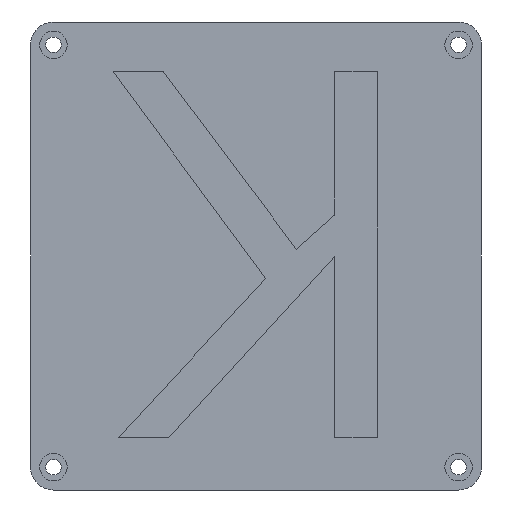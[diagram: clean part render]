
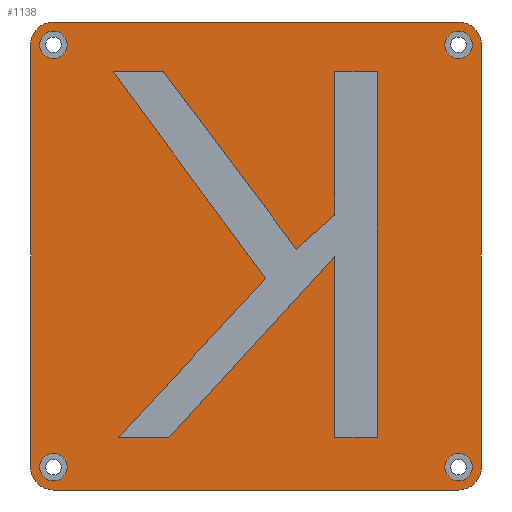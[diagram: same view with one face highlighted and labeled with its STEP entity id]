
A CAD part, front view. The second image highlights one B-rep face of the part: STEP entity #1138.
In plain terms, the highlighted planar face has unit normal (0, -1, 0).
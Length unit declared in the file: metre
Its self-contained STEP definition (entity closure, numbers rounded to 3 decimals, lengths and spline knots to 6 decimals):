
#16=LINE('',#1679,#134);
#20=LINE('',#1688,#138);
#24=LINE('',#1697,#142);
#27=LINE('',#1703,#145);
#30=LINE('',#1709,#148);
#33=LINE('',#1715,#151);
#35=LINE('',#1718,#153);
#38=LINE('',#1724,#156);
#40=LINE('',#1727,#158);
#43=LINE('',#1733,#161);
#46=LINE('',#1739,#164);
#48=LINE('',#1742,#166);
#102=LINE('',#1850,#220);
#104=LINE('',#1854,#222);
#108=LINE('',#1863,#226);
#112=LINE('',#1872,#230);
#134=VECTOR('',#1360,1.);
#138=VECTOR('',#1366,1.);
#142=VECTOR('',#1372,1.);
#145=VECTOR('',#1377,1.);
#148=VECTOR('',#1382,1.);
#151=VECTOR('',#1387,1.);
#153=VECTOR('',#1391,1.);
#156=VECTOR('',#1396,1.);
#158=VECTOR('',#1400,1.);
#161=VECTOR('',#1405,1.);
#164=VECTOR('',#1410,1.);
#166=VECTOR('',#1414,1.);
#220=VECTOR('',#1494,1.);
#222=VECTOR('',#1498,1.);
#226=VECTOR('',#1504,1.);
#230=VECTOR('',#1510,1.);
#291=PLANE('',#1289);
#484=ORIENTED_EDGE('',*,*,#701,.F.);
#485=ORIENTED_EDGE('',*,*,#735,.T.);
#486=ORIENTED_EDGE('',*,*,#711,.F.);
#487=ORIENTED_EDGE('',*,*,#736,.T.);
#488=ORIENTED_EDGE('',*,*,#707,.T.);
#489=ORIENTED_EDGE('',*,*,#737,.T.);
#490=ORIENTED_EDGE('',*,*,#703,.F.);
#491=ORIENTED_EDGE('',*,*,#738,.T.);
#492=ORIENTED_EDGE('',*,*,#728,.F.);
#493=ORIENTED_EDGE('',*,*,#726,.T.);
#494=ORIENTED_EDGE('',*,*,#724,.F.);
#495=ORIENTED_EDGE('',*,*,#730,.T.);
#496=ORIENTED_EDGE('',*,*,#615,.T.);
#497=ORIENTED_EDGE('',*,*,#647,.T.);
#498=ORIENTED_EDGE('',*,*,#645,.T.);
#499=ORIENTED_EDGE('',*,*,#642,.T.);
#500=ORIENTED_EDGE('',*,*,#629,.T.);
#501=ORIENTED_EDGE('',*,*,#626,.T.);
#502=ORIENTED_EDGE('',*,*,#623,.T.);
#503=ORIENTED_EDGE('',*,*,#639,.T.);
#504=ORIENTED_EDGE('',*,*,#637,.T.);
#505=ORIENTED_EDGE('',*,*,#619,.T.);
#506=ORIENTED_EDGE('',*,*,#634,.T.);
#507=ORIENTED_EDGE('',*,*,#632,.T.);
#615=EDGE_CURVE('',#763,#765,#16,.T.);
#619=EDGE_CURVE('',#767,#769,#20,.T.);
#623=EDGE_CURVE('',#771,#773,#24,.T.);
#626=EDGE_CURVE('',#775,#771,#27,.T.);
#629=EDGE_CURVE('',#777,#775,#30,.T.);
#632=EDGE_CURVE('',#779,#763,#33,.T.);
#634=EDGE_CURVE('',#769,#779,#35,.T.);
#637=EDGE_CURVE('',#781,#767,#38,.T.);
#639=EDGE_CURVE('',#773,#781,#40,.T.);
#642=EDGE_CURVE('',#783,#777,#43,.T.);
#645=EDGE_CURVE('',#785,#783,#46,.T.);
#647=EDGE_CURVE('',#765,#785,#48,.T.);
#701=EDGE_CURVE('',#826,#827,#102,.T.);
#703=EDGE_CURVE('',#828,#829,#104,.T.);
#707=EDGE_CURVE('',#832,#833,#108,.T.);
#711=EDGE_CURVE('',#836,#837,#112,.T.);
#724=EDGE_CURVE('',#845,#845,#869,.T.);
#726=EDGE_CURVE('',#847,#847,#871,.T.);
#728=EDGE_CURVE('',#849,#849,#873,.T.);
#730=EDGE_CURVE('',#851,#851,#875,.T.);
#735=EDGE_CURVE('',#826,#837,#880,.F.);
#736=EDGE_CURVE('',#836,#832,#881,.F.);
#737=EDGE_CURVE('',#833,#829,#882,.F.);
#738=EDGE_CURVE('',#828,#827,#883,.F.);
#763=VERTEX_POINT('',#1674);
#765=VERTEX_POINT('',#1678);
#767=VERTEX_POINT('',#1683);
#769=VERTEX_POINT('',#1687);
#771=VERTEX_POINT('',#1692);
#773=VERTEX_POINT('',#1696);
#775=VERTEX_POINT('',#1701);
#777=VERTEX_POINT('',#1707);
#779=VERTEX_POINT('',#1713);
#781=VERTEX_POINT('',#1722);
#783=VERTEX_POINT('',#1731);
#785=VERTEX_POINT('',#1737);
#826=VERTEX_POINT('',#1849);
#827=VERTEX_POINT('',#1851);
#828=VERTEX_POINT('',#1855);
#829=VERTEX_POINT('',#1856);
#832=VERTEX_POINT('',#1864);
#833=VERTEX_POINT('',#1865);
#836=VERTEX_POINT('',#1873);
#837=VERTEX_POINT('',#1874);
#845=VERTEX_POINT('',#1897);
#847=VERTEX_POINT('',#1902);
#849=VERTEX_POINT('',#1907);
#851=VERTEX_POINT('',#1912);
#869=CIRCLE('',#1274,0.003);
#871=CIRCLE('',#1277,0.003);
#873=CIRCLE('',#1280,0.003);
#875=CIRCLE('',#1283,0.003);
#880=CIRCLE('',#1290,0.005);
#881=CIRCLE('',#1291,0.005);
#882=CIRCLE('',#1292,0.005);
#883=CIRCLE('',#1293,0.005);
#946=EDGE_LOOP('',(#484,#485,#486,#487,#488,#489,#490,#491));
#947=EDGE_LOOP('',(#492));
#948=EDGE_LOOP('',(#493));
#949=EDGE_LOOP('',(#494));
#950=EDGE_LOOP('',(#495));
#951=EDGE_LOOP('',(#496,#497,#498,#499,#500,#501,#502,#503,#504,#505,#506,
#507));
#1040=FACE_BOUND('',#946,.T.);
#1041=FACE_BOUND('',#947,.T.);
#1042=FACE_BOUND('',#948,.T.);
#1043=FACE_BOUND('',#949,.T.);
#1044=FACE_BOUND('',#950,.T.);
#1045=FACE_BOUND('',#951,.T.);
#1138=ADVANCED_FACE('',(#1040,#1041,#1042,#1043,#1044,#1045),#291,.F.);
#1274=AXIS2_PLACEMENT_3D('',#1896,#1528,#1529);
#1277=AXIS2_PLACEMENT_3D('',#1901,#1534,#1535);
#1280=AXIS2_PLACEMENT_3D('',#1906,#1540,#1541);
#1283=AXIS2_PLACEMENT_3D('',#1911,#1546,#1547);
#1289=AXIS2_PLACEMENT_3D('',#1918,#1558,#1559);
#1290=AXIS2_PLACEMENT_3D('',#1919,#1560,#1561);
#1291=AXIS2_PLACEMENT_3D('',#1920,#1562,#1563);
#1292=AXIS2_PLACEMENT_3D('',#1921,#1564,#1565);
#1293=AXIS2_PLACEMENT_3D('',#1922,#1566,#1567);
#1360=DIRECTION('',(1.,0.,0.));
#1366=DIRECTION('',(-1.,0.,0.));
#1372=DIRECTION('',(-1.,0.,0.));
#1377=DIRECTION('',(0.,0.,-1.));
#1382=DIRECTION('',(1.,0.,0.));
#1387=DIRECTION('',(-0.594,0.,0.805));
#1391=DIRECTION('',(0.679,0.,0.734));
#1396=DIRECTION('',(-0.675,0.,-0.738));
#1400=DIRECTION('',(0.,0.,1.));
#1405=DIRECTION('',(0.,0.,1.));
#1410=DIRECTION('',(0.748,0.,0.664));
#1414=DIRECTION('',(0.601,0.,-0.799));
#1494=DIRECTION('',(0.,0.,1.));
#1498=DIRECTION('',(1.,0.,0.));
#1504=DIRECTION('',(0.,0.,1.));
#1510=DIRECTION('',(-1.,0.,0.));
#1528=DIRECTION('',(0.,-1.,0.));
#1529=DIRECTION('',(1.,0.,0.));
#1534=DIRECTION('',(0.,1.,0.));
#1535=DIRECTION('',(1.,0.,0.));
#1540=DIRECTION('',(0.,-1.,0.));
#1541=DIRECTION('',(1.,0.,0.));
#1546=DIRECTION('',(0.,1.,0.));
#1547=DIRECTION('',(1.,0.,0.));
#1558=DIRECTION('',(0.,1.,0.));
#1559=DIRECTION('',(1.,0.,0.));
#1560=DIRECTION('',(0.,1.,0.));
#1561=DIRECTION('',(1.,0.,0.));
#1562=DIRECTION('',(0.,1.,0.));
#1563=DIRECTION('',(1.,0.,0.));
#1564=DIRECTION('',(0.,1.,0.));
#1565=DIRECTION('',(1.,0.,0.));
#1566=DIRECTION('',(0.,1.,0.));
#1567=DIRECTION('',(1.,0.,0.));
#1674=CARTESIAN_POINT('',(-0.031244,0.,0.040302));
#1678=CARTESIAN_POINT('',(-0.020304,0.,0.040302));
#1679=CARTESIAN_POINT('',(-0.025774,0.,0.040302));
#1683=CARTESIAN_POINT('',(-0.019044,0.,-0.039672));
#1687=CARTESIAN_POINT('',(-0.030036,0.,-0.039672));
#1688=CARTESIAN_POINT('',(-0.02454,0.,-0.039672));
#1692=CARTESIAN_POINT('',(0.026519,0.,-0.039672));
#1696=CARTESIAN_POINT('',(0.017224,0.,-0.039672));
#1697=CARTESIAN_POINT('',(0.021871,0.,-0.039672));
#1701=CARTESIAN_POINT('',(0.026519,0.,0.040302));
#1703=CARTESIAN_POINT('',(0.026519,0.,0.000315));
#1707=CARTESIAN_POINT('',(0.017224,0.,0.040302));
#1709=CARTESIAN_POINT('',(0.021871,0.,0.040302));
#1713=CARTESIAN_POINT('',(0.002118,0.,-0.004928));
#1715=CARTESIAN_POINT('',(-0.014563,0.,0.017687));
#1718=CARTESIAN_POINT('',(-0.013959,0.,-0.0223));
#1722=CARTESIAN_POINT('',(0.017224,0.,-0.000009));
#1724=CARTESIAN_POINT('',(-0.00091,0.,-0.019841));
#1727=CARTESIAN_POINT('',(0.017224,0.,-0.019841));
#1731=CARTESIAN_POINT('',(0.017224,0.,0.008953));
#1733=CARTESIAN_POINT('',(0.017224,0.,0.024628));
#1737=CARTESIAN_POINT('',(0.00884,0.,0.001514));
#1739=CARTESIAN_POINT('',(0.013032,0.,0.005233));
#1742=CARTESIAN_POINT('',(-0.005732,0.,0.020908));
#1849=CARTESIAN_POINT('',(-0.049291,0.,-0.046156));
#1850=CARTESIAN_POINT('',(-0.049291,0.,0.));
#1851=CARTESIAN_POINT('',(-0.049291,0.,0.046156));
#1854=CARTESIAN_POINT('',(0.,0.,0.051156));
#1855=CARTESIAN_POINT('',(-0.044291,0.,0.051156));
#1856=CARTESIAN_POINT('',(0.044291,0.,0.051156));
#1863=CARTESIAN_POINT('',(0.049291,0.,0.));
#1864=CARTESIAN_POINT('',(0.049291,0.,-0.046156));
#1865=CARTESIAN_POINT('',(0.049291,0.,0.046156));
#1872=CARTESIAN_POINT('',(0.032935,0.,-0.051156));
#1873=CARTESIAN_POINT('',(0.044291,0.,-0.051156));
#1874=CARTESIAN_POINT('',(-0.044291,0.,-0.051156));
#1896=CARTESIAN_POINT('',(-0.044291,0.,-0.046156));
#1897=CARTESIAN_POINT('',(-0.041291,0.,-0.046156));
#1901=CARTESIAN_POINT('',(0.044291,0.,-0.046156));
#1902=CARTESIAN_POINT('',(0.047291,0.,-0.046156));
#1906=CARTESIAN_POINT('',(0.044291,0.,0.046156));
#1907=CARTESIAN_POINT('',(0.047291,0.,0.046156));
#1911=CARTESIAN_POINT('',(-0.044291,0.,0.046156));
#1912=CARTESIAN_POINT('',(-0.041291,0.,0.046156));
#1918=CARTESIAN_POINT('',(0.,0.,0.006034));
#1919=CARTESIAN_POINT('',(-0.044291,0.,-0.046156));
#1920=CARTESIAN_POINT('',(0.044291,0.,-0.046156));
#1921=CARTESIAN_POINT('',(0.044291,0.,0.046156));
#1922=CARTESIAN_POINT('',(-0.044291,0.,0.046156));
